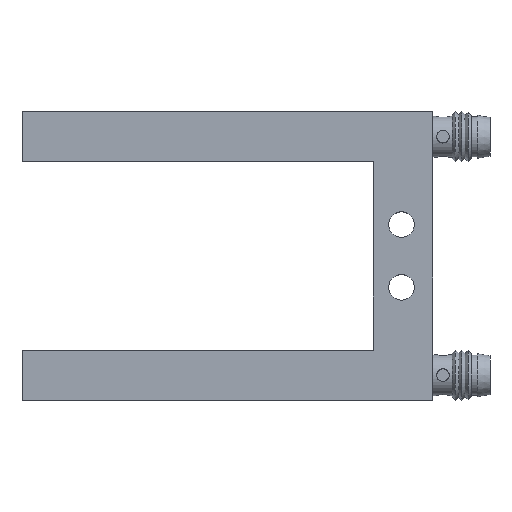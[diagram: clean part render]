
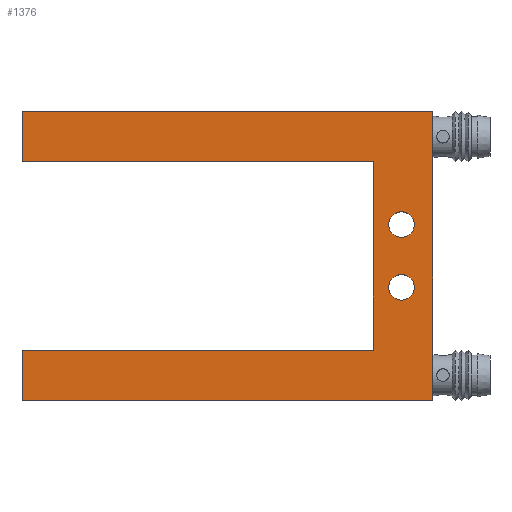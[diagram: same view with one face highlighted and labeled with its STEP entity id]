
A CAD part, top view. The second image highlights one B-rep face of the part: STEP entity #1376.
In plain terms, the highlighted planar face has unit normal (0, 0, 1).
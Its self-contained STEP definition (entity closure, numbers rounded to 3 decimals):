
#50=LINE('',#2182,#74);
#54=LINE('',#2190,#78);
#57=LINE('',#2197,#81);
#61=LINE('',#2205,#85);
#64=LINE('',#2210,#88);
#66=LINE('',#2214,#90);
#69=LINE('',#2220,#93);
#72=LINE('',#2225,#96);
#74=VECTOR('',#1781,65.5);
#78=VECTOR('',#1787,46.);
#81=VECTOR('',#1792,30.);
#85=VECTOR('',#1798,56.);
#88=VECTOR('',#1803,8.);
#90=VECTOR('',#1807,56.);
#93=VECTOR('',#1812,65.5);
#96=VECTOR('',#1817,8.);
#277=FACE_BOUND('',#532,.T.);
#278=FACE_BOUND('',#533,.T.);
#389=FACE_OUTER_BOUND('',#531,.T.);
#531=EDGE_LOOP('',(#1118,#1119,#1120,#1121,#1122,#1123,#1124,#1125));
#532=EDGE_LOOP('',(#1126));
#533=EDGE_LOOP('',(#1127));
#699=CIRCLE('',#1506,2.05);
#701=CIRCLE('',#1509,2.05);
#789=VERTEX_POINT('',#2167);
#791=VERTEX_POINT('',#2172);
#794=VERTEX_POINT('',#2180);
#795=VERTEX_POINT('',#2181);
#798=VERTEX_POINT('',#2189);
#800=VERTEX_POINT('',#2195);
#801=VERTEX_POINT('',#2196);
#804=VERTEX_POINT('',#2204);
#806=VERTEX_POINT('',#2213);
#808=VERTEX_POINT('',#2219);
#911=EDGE_CURVE('',#789,#789,#699,.T.);
#913=EDGE_CURVE('',#791,#791,#701,.T.);
#916=EDGE_CURVE('',#794,#795,#50,.T.);
#920=EDGE_CURVE('',#795,#798,#54,.T.);
#923=EDGE_CURVE('',#800,#801,#57,.T.);
#927=EDGE_CURVE('',#801,#804,#61,.T.);
#930=EDGE_CURVE('',#804,#794,#64,.T.);
#932=EDGE_CURVE('',#806,#800,#66,.T.);
#935=EDGE_CURVE('',#798,#808,#69,.T.);
#938=EDGE_CURVE('',#808,#806,#72,.T.);
#1118=ORIENTED_EDGE('',*,*,#932,.F.);
#1119=ORIENTED_EDGE('',*,*,#938,.F.);
#1120=ORIENTED_EDGE('',*,*,#935,.F.);
#1121=ORIENTED_EDGE('',*,*,#920,.F.);
#1122=ORIENTED_EDGE('',*,*,#916,.F.);
#1123=ORIENTED_EDGE('',*,*,#930,.F.);
#1124=ORIENTED_EDGE('',*,*,#927,.F.);
#1125=ORIENTED_EDGE('',*,*,#923,.F.);
#1126=ORIENTED_EDGE('',*,*,#913,.T.);
#1127=ORIENTED_EDGE('',*,*,#911,.T.);
#1311=PLANE('',#1522);
#1376=ADVANCED_FACE('',(#389,#277,#278),#1311,.T.);
#1506=AXIS2_PLACEMENT_3D('',#2168,#1765,#1766);
#1509=AXIS2_PLACEMENT_3D('',#2173,#1771,#1772);
#1522=AXIS2_PLACEMENT_3D('',#2228,#1821,#1822);
#1765=DIRECTION('center_axis',(0.,0.,-1.));
#1766=DIRECTION('ref_axis',(1.,0.,0.));
#1771=DIRECTION('center_axis',(0.,0.,-1.));
#1772=DIRECTION('ref_axis',(1.,0.,0.));
#1781=DIRECTION('',(1.,0.,0.));
#1787=DIRECTION('',(0.,-1.,0.));
#1792=DIRECTION('',(0.,1.,0.));
#1798=DIRECTION('',(-1.,0.,0.));
#1803=DIRECTION('',(0.,1.,0.));
#1807=DIRECTION('',(1.,0.,0.));
#1812=DIRECTION('',(-1.,0.,0.));
#1817=DIRECTION('',(0.,1.,0.));
#1821=DIRECTION('center_axis',(0.,0.,1.));
#1822=DIRECTION('ref_axis',(1.,0.,0.));
#2167=CARTESIAN_POINT('',(29.8,5.,8.));
#2168=CARTESIAN_POINT('Origin',(27.75,5.,8.));
#2172=CARTESIAN_POINT('',(29.8,-5.,8.));
#2173=CARTESIAN_POINT('Origin',(27.75,-5.,8.));
#2180=CARTESIAN_POINT('',(-32.75,23.,8.));
#2181=CARTESIAN_POINT('',(32.75,23.,8.));
#2182=CARTESIAN_POINT('',(32.75,23.,8.));
#2189=CARTESIAN_POINT('',(32.75,-23.,8.));
#2190=CARTESIAN_POINT('',(32.75,-23.,8.));
#2195=CARTESIAN_POINT('',(23.25,-15.,8.));
#2196=CARTESIAN_POINT('',(23.25,15.,8.));
#2197=CARTESIAN_POINT('',(23.25,15.,8.));
#2204=CARTESIAN_POINT('',(-32.75,15.,8.));
#2205=CARTESIAN_POINT('',(-32.75,15.,8.));
#2210=CARTESIAN_POINT('',(-32.75,23.,8.));
#2213=CARTESIAN_POINT('',(-32.75,-15.,8.));
#2214=CARTESIAN_POINT('',(23.25,-15.,8.));
#2219=CARTESIAN_POINT('',(-32.75,-23.,8.));
#2220=CARTESIAN_POINT('',(-32.75,-23.,8.));
#2225=CARTESIAN_POINT('',(-32.75,-15.,8.));
#2228=CARTESIAN_POINT('Origin',(-29.75,-19.,8.));
